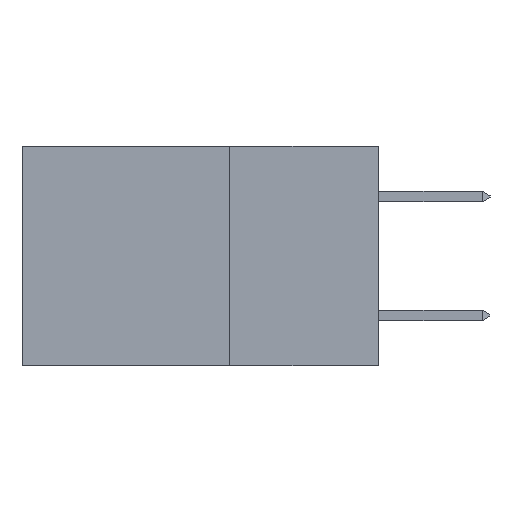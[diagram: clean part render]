
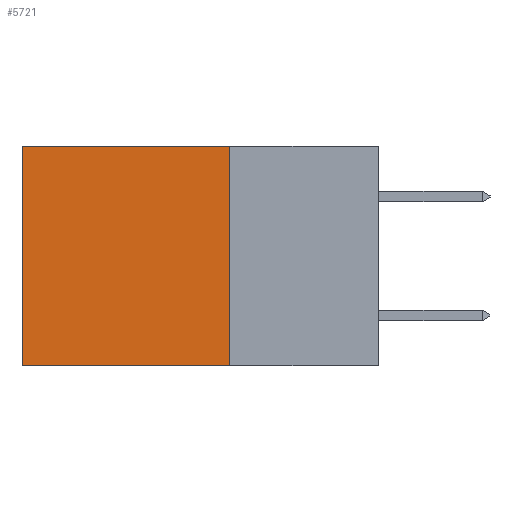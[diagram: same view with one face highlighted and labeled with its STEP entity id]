
A CAD part, left-side view. The second image highlights one B-rep face of the part: STEP entity #5721.
In plain terms, the highlighted planar face has unit normal (-1, 0, 0).
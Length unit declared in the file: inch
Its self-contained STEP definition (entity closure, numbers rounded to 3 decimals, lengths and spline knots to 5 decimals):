
#736 = AXIS2_PLACEMENT_3D ( 'NONE', #20284, #20251, #20137 ) ;
#1398 = ORIENTED_EDGE ( 'NONE', *, *, #9263, .T. ) ;
#1947 = VECTOR ( 'NONE', #9959, 39.37008 ) ;
#2391 = CARTESIAN_POINT ( 'NONE',  ( 0.2615, 0.6, -0.37 ) ) ;
#2485 = ORIENTED_EDGE ( 'NONE', *, *, #13463, .F. ) ;
#3761 = VECTOR ( 'NONE', #8324, 39.37008 ) ;
#3855 = FACE_OUTER_BOUND ( 'NONE', #9676, .T. ) ;
#5348 = DIRECTION ( 'NONE',  ( 0., 0., -1. ) ) ;
#5721 = ADVANCED_FACE ( 'NONE', ( #3855 ), #20743, .F. ) ;
#6236 = CARTESIAN_POINT ( 'NONE',  ( 0.2615, 0.25, -0.37 ) ) ;
#7894 = VECTOR ( 'NONE', #19155, 39.37008 ) ;
#8324 = DIRECTION ( 'NONE',  ( 0., 1., 0. ) ) ;
#8693 = CARTESIAN_POINT ( 'NONE',  ( 0.2615, 0.25, -0.37 ) ) ;
#9251 = VERTEX_POINT ( 'NONE', #15679 ) ;
#9263 = EDGE_CURVE ( 'NONE', #12856, #19030, #16082, .T. ) ;
#9676 = EDGE_LOOP ( 'NONE', ( #1398, #2485, #21628, #12827 ) ) ;
#9959 = DIRECTION ( 'NONE',  ( 0., 1., 0. ) ) ;
#10529 = LINE ( 'NONE', #20475, #1947 ) ;
#11345 = VECTOR ( 'NONE', #5348, 39.37008 ) ;
#12827 = ORIENTED_EDGE ( 'NONE', *, *, #21018, .T. ) ;
#12856 = VERTEX_POINT ( 'NONE', #15425 ) ;
#13463 = EDGE_CURVE ( 'NONE', #13974, #19030, #17611, .T. ) ;
#13974 = VERTEX_POINT ( 'NONE', #6236 ) ;
#15062 = EDGE_CURVE ( 'NONE', #9251, #13974, #21252, .T. ) ;
#15425 = CARTESIAN_POINT ( 'NONE',  ( 0.2615, 0.6, 0. ) ) ;
#15679 = CARTESIAN_POINT ( 'NONE',  ( 0.2615, 0.25, 0. ) ) ;
#16082 = LINE ( 'NONE', #17502, #11345 ) ;
#17502 = CARTESIAN_POINT ( 'NONE',  ( 0.2615, 0.6, -0.37 ) ) ;
#17611 = LINE ( 'NONE', #20535, #3761 ) ;
#19030 = VERTEX_POINT ( 'NONE', #2391 ) ;
#19155 = DIRECTION ( 'NONE',  ( 0., 0., -1. ) ) ;
#20137 = DIRECTION ( 'NONE',  ( 0., 0., -1. ) ) ;
#20251 = DIRECTION ( 'NONE',  ( 1., 0., 0. ) ) ;
#20284 = CARTESIAN_POINT ( 'NONE',  ( 0.2615, 0.25, -0.37 ) ) ;
#20475 = CARTESIAN_POINT ( 'NONE',  ( 0.2615, 0.25, 0. ) ) ;
#20535 = CARTESIAN_POINT ( 'NONE',  ( 0.2615, 0.25, -0.37 ) ) ;
#20743 = PLANE ( 'NONE',  #736 ) ;
#21018 = EDGE_CURVE ( 'NONE', #9251, #12856, #10529, .T. ) ;
#21252 = LINE ( 'NONE', #8693, #7894 ) ;
#21628 = ORIENTED_EDGE ( 'NONE', *, *, #15062, .F. ) ;
